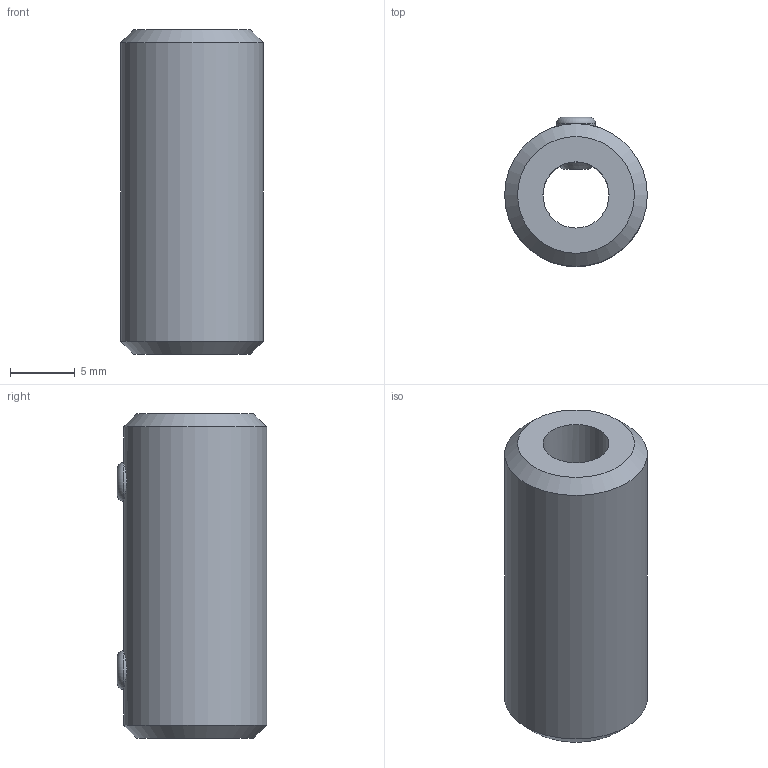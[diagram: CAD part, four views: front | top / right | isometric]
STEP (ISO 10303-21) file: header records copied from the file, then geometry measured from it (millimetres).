
FILE_DESCRIPTION(/* description */ ('Alibre Inc.'),/* implementation_level */ '2;1');
FILE_NAME(/* name */ 'export0',/* time_stamp */ '2015-07-11T13:38:21+12:00',/* author */ (''),/* organization */ (''),/* preprocessor_version */ 'ST-DEVELOPER v14',/* originating_system */ 'Alibre',/* authorisation */ '');
FILE_SCHEMA (('CONFIG_CONTROL_DESIGN'));
Length unit declared in the file: centimetre
Products named in the file (3): ID_1; FSET-M3-4L
Bounding box: 11 x 11.5 x 25 mm (x, y, z)
Volume: 1833.3 mm3; surface area: 1516.7 mm2
Topology: 3 solids, 3 shells, 32 faces, 66 edges, 42 vertices
Faces by surface type: plane 20, cylinder 6, cone 4, torus 2
Full cylindrical faces by diameter (mm): 3 x4, 5.1 x1, 11 x1
Entity records: 936 total; most frequent: CARTESIAN_POINT 216, DIRECTION 78, ORIENTED_EDGE 64, EDGE_LOOP 36, FACE_BOUND 36, AXIS2_PLACEMENT_3D 36, EDGE_CURVE 32, PERSON_AND_ORGANIZATION 30
